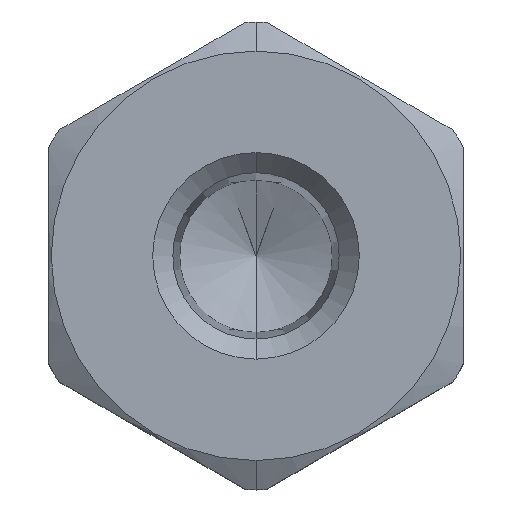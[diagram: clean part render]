
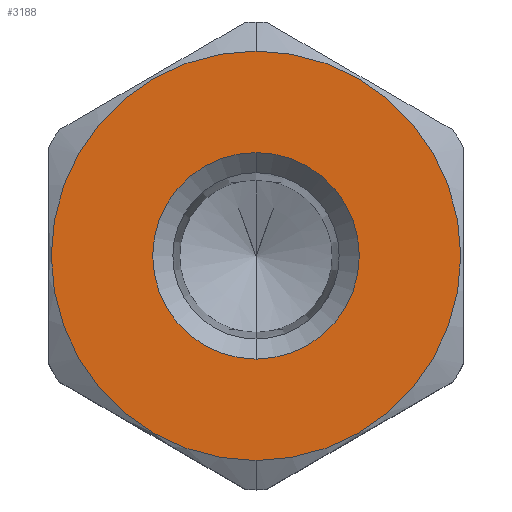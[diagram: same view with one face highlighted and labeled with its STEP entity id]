
A CAD part, top view. The second image highlights one B-rep face of the part: STEP entity #3188.
In plain terms, the highlighted planar face has unit normal (0, 0, 1).
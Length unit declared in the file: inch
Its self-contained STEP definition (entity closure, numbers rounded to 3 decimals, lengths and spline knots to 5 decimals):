
#32=CARTESIAN_POINT('',(0.,0.,2.75));
#33=DIRECTION('',(0.,0.,1.));
#34=DIRECTION('',(0.,-1.,0.));
#35=AXIS2_PLACEMENT_3D('',#32,#33,#34);
#37=CARTESIAN_POINT('',(0.,0.,2.75));
#38=DIRECTION('',(0.,0.,1.));
#39=DIRECTION('',(0.,1.,0.));
#40=AXIS2_PLACEMENT_3D('',#37,#38,#39);
#42=CARTESIAN_POINT('',(0.,0.,2.75));
#43=DIRECTION('',(0.,0.,1.));
#44=DIRECTION('',(0.,-1.,0.));
#45=AXIS2_PLACEMENT_3D('',#42,#43,#44);
#47=CARTESIAN_POINT('',(0.,0.,2.75));
#48=DIRECTION('',(0.,0.,1.));
#49=DIRECTION('',(0.,1.,0.));
#50=AXIS2_PLACEMENT_3D('',#47,#48,#49);
#2885=CARTESIAN_POINT('',(0.,-0.555,2.75));
#2886=CARTESIAN_POINT('',(0.,0.555,2.75));
#2887=VERTEX_POINT('',#2885);
#2888=VERTEX_POINT('',#2886);
#2951=CARTESIAN_POINT('',(0.,-0.28,2.75));
#2952=CARTESIAN_POINT('',(0.,0.28,2.75));
#2953=VERTEX_POINT('',#2951);
#2954=VERTEX_POINT('',#2952);
#3172=CARTESIAN_POINT('',(0.,0.,2.75));
#3173=DIRECTION('',(0.,0.,1.));
#3174=DIRECTION('',(0.,1.,0.));
#3175=AXIS2_PLACEMENT_3D('',#3172,#3173,#3174);
#3176=PLANE('',#3175);
#3178=ORIENTED_EDGE('',*,*,#3177,.F.);
#3180=ORIENTED_EDGE('',*,*,#3179,.F.);
#3181=EDGE_LOOP('',(#3178,#3180));
#3182=FACE_OUTER_BOUND('',#3181,.F.);
#3183=ORIENTED_EDGE('',*,*,#3162,.T.);
#3185=ORIENTED_EDGE('',*,*,#3184,.T.);
#3186=EDGE_LOOP('',(#3183,#3185));
#3187=FACE_BOUND('',#3186,.F.);
#3188=ADVANCED_FACE('',(#3182,#3187),#3176,.T.);
#36=CIRCLE('',#35,0.555);
#41=CIRCLE('',#40,0.555);
#46=CIRCLE('',#45,0.28);
#51=CIRCLE('',#50,0.28);
#3162=EDGE_CURVE('',#2953,#2954,#46,.T.);
#3177=EDGE_CURVE('',#2887,#2888,#36,.T.);
#3179=EDGE_CURVE('',#2888,#2887,#41,.T.);
#3184=EDGE_CURVE('',#2954,#2953,#51,.T.);
